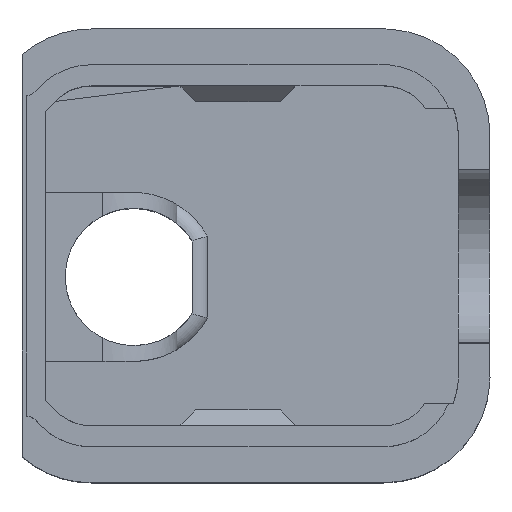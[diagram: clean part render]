
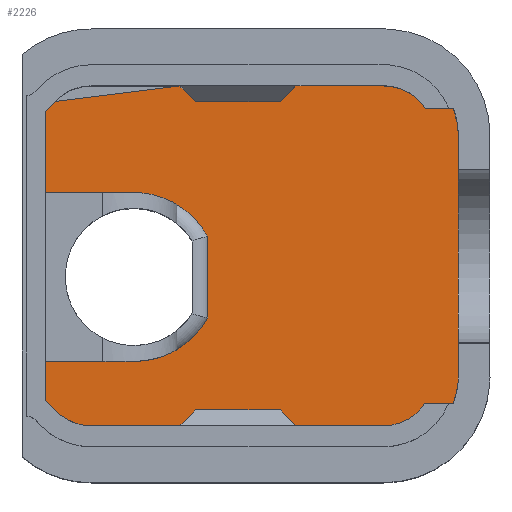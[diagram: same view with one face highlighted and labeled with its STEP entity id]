
A CAD part, top view. The second image highlights one B-rep face of the part: STEP entity #2226.
In plain terms, the highlighted face is planar.
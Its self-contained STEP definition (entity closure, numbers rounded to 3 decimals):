
#108=PLANE('',#2439);
#227=FACE_OUTER_BOUND('',#348,.T.);
#348=EDGE_LOOP('',(#2021,#2022,#2023,#2024,#2025,#2026,#2027,#2028,#2029,
#2030,#2031,#2032,#2033,#2034,#2035,#2036,#2037,#2038));
#364=CIRCLE('',#2263,4.);
#365=CIRCLE('',#2266,4.);
#368=CIRCLE('',#2271,4.);
#389=CIRCLE('',#2334,4.);
#414=CIRCLE('',#2396,3.54);
#420=CIRCLE('',#2405,3.54);
#426=CIRCLE('',#2427,3.54);
#427=CIRCLE('',#2430,3.54);
#434=LINE('',#3117,#657);
#450=LINE('',#3270,#673);
#504=LINE('',#3567,#727);
#511=LINE('',#3588,#734);
#514=LINE('',#3596,#737);
#613=LINE('',#3869,#836);
#616=LINE('',#3875,#839);
#646=LINE('',#3960,#869);
#647=LINE('',#3962,#870);
#648=LINE('',#3963,#871);
#657=VECTOR('',#2463,10.);
#673=VECTOR('',#2511,10.);
#727=VECTOR('',#2691,10.);
#734=VECTOR('',#2698,10.);
#737=VECTOR('',#2709,10.);
#836=VECTOR('',#2950,10.);
#839=VECTOR('',#2955,10.);
#869=VECTOR('',#3049,10.);
#870=VECTOR('',#3050,10.);
#871=VECTOR('',#3051,10.);
#900=VERTEX_POINT('',#3114);
#901=VERTEX_POINT('',#3116);
#921=VERTEX_POINT('',#3214);
#922=VERTEX_POINT('',#3216);
#924=VERTEX_POINT('',#3231);
#926=VERTEX_POINT('',#3241);
#928=VERTEX_POINT('',#3269);
#977=VERTEX_POINT('',#3564);
#978=VERTEX_POINT('',#3566);
#986=VERTEX_POINT('',#3586);
#1067=VERTEX_POINT('',#3832);
#1068=VERTEX_POINT('',#3834);
#1076=VERTEX_POINT('',#3861);
#1077=VERTEX_POINT('',#3863);
#1078=VERTEX_POINT('',#3867);
#1080=VERTEX_POINT('',#3873);
#1089=VERTEX_POINT('',#3926);
#1098=VERTEX_POINT('',#3961);
#1106=EDGE_CURVE('',#901,#900,#434,.T.);
#1131=EDGE_CURVE('',#922,#921,#364,.T.);
#1136=EDGE_CURVE('',#926,#924,#365,.T.);
#1140=EDGE_CURVE('',#928,#926,#450,.T.);
#1145=EDGE_CURVE('',#921,#928,#368,.T.);
#1227=EDGE_CURVE('',#977,#978,#504,.T.);
#1236=EDGE_CURVE('',#986,#900,#511,.T.);
#1239=EDGE_CURVE('',#924,#901,#389,.T.);
#1240=EDGE_CURVE('',#977,#922,#514,.T.);
#1358=EDGE_CURVE('',#1067,#1068,#414,.T.);
#1371=EDGE_CURVE('',#1076,#1077,#420,.T.);
#1374=EDGE_CURVE('',#1078,#1076,#613,.T.);
#1377=EDGE_CURVE('',#1080,#1078,#616,.T.);
#1399=EDGE_CURVE('',#978,#1080,#426,.T.);
#1401=EDGE_CURVE('',#1089,#986,#427,.T.);
#1418=EDGE_CURVE('',#1068,#1089,#646,.T.);
#1419=EDGE_CURVE('',#1098,#1067,#647,.T.);
#1420=EDGE_CURVE('',#1077,#1098,#648,.T.);
#2021=ORIENTED_EDGE('',*,*,#1106,.T.);
#2022=ORIENTED_EDGE('',*,*,#1236,.F.);
#2023=ORIENTED_EDGE('',*,*,#1401,.F.);
#2024=ORIENTED_EDGE('',*,*,#1418,.F.);
#2025=ORIENTED_EDGE('',*,*,#1358,.F.);
#2026=ORIENTED_EDGE('',*,*,#1419,.F.);
#2027=ORIENTED_EDGE('',*,*,#1420,.F.);
#2028=ORIENTED_EDGE('',*,*,#1371,.F.);
#2029=ORIENTED_EDGE('',*,*,#1374,.F.);
#2030=ORIENTED_EDGE('',*,*,#1377,.F.);
#2031=ORIENTED_EDGE('',*,*,#1399,.F.);
#2032=ORIENTED_EDGE('',*,*,#1227,.F.);
#2033=ORIENTED_EDGE('',*,*,#1240,.T.);
#2034=ORIENTED_EDGE('',*,*,#1131,.T.);
#2035=ORIENTED_EDGE('',*,*,#1145,.T.);
#2036=ORIENTED_EDGE('',*,*,#1140,.T.);
#2037=ORIENTED_EDGE('',*,*,#1136,.T.);
#2038=ORIENTED_EDGE('',*,*,#1239,.T.);
#2226=ADVANCED_FACE('',(#227),#108,.F.);
#2263=AXIS2_PLACEMENT_3D('',#3217,#2496,#2497);
#2266=AXIS2_PLACEMENT_3D('',#3242,#2504,#2505);
#2271=AXIS2_PLACEMENT_3D('',#3298,#2518,#2519);
#2334=AXIS2_PLACEMENT_3D('',#3594,#2705,#2706);
#2396=AXIS2_PLACEMENT_3D('',#3835,#2921,#2922);
#2405=AXIS2_PLACEMENT_3D('',#3864,#2944,#2945);
#2427=AXIS2_PLACEMENT_3D('',#3923,#3008,#3009);
#2430=AXIS2_PLACEMENT_3D('',#3928,#3015,#3016);
#2439=AXIS2_PLACEMENT_3D('',#3959,#3047,#3048);
#2463=DIRECTION('',(-1.,0.,0.));
#2496=DIRECTION('center_axis',(0.,1.,0.));
#2497=DIRECTION('ref_axis',(1.,0.,0.));
#2504=DIRECTION('center_axis',(0.,1.,0.));
#2505=DIRECTION('ref_axis',(1.,0.,0.));
#2511=DIRECTION('',(0.,0.,-1.));
#2518=DIRECTION('center_axis',(0.,1.,0.));
#2519=DIRECTION('ref_axis',(1.,0.,0.));
#2691=DIRECTION('',(0.,0.,1.));
#2698=DIRECTION('',(0.,0.,1.));
#2705=DIRECTION('center_axis',(0.,1.,0.));
#2706=DIRECTION('ref_axis',(1.,0.,0.));
#2709=DIRECTION('',(1.,0.,0.));
#2921=DIRECTION('center_axis',(0.,1.,0.));
#2922=DIRECTION('ref_axis',(0.997,0.,-0.081));
#2944=DIRECTION('center_axis',(0.,1.,0.));
#2945=DIRECTION('ref_axis',(0.081,0.,0.997));
#2950=DIRECTION('',(0.999,0.,-0.044));
#2955=DIRECTION('',(1.,0.,0.));
#3008=DIRECTION('center_axis',(0.,1.,0.));
#3009=DIRECTION('ref_axis',(-0.707,0.,0.707));
#3015=DIRECTION('center_axis',(0.,1.,0.));
#3016=DIRECTION('ref_axis',(0.,0.,-1.));
#3047=DIRECTION('center_axis',(0.,1.,0.));
#3048=DIRECTION('ref_axis',(1.,0.,0.));
#3049=DIRECTION('',(-1.,0.,0.));
#3050=DIRECTION('',(-0.044,0.,-0.999));
#3051=DIRECTION('',(0.,0.,-1.));
#3114=CARTESIAN_POINT('',(13.792,12.3,-4.995));
#3116=CARTESIAN_POINT('',(18.,12.3,-4.995));
#3117=CARTESIAN_POINT('',(18.144,12.3,-4.995));
#3214=CARTESIAN_POINT('',(20.032,12.3,2.451));
#3216=CARTESIAN_POINT('',(18.,12.3,3.005));
#3217=CARTESIAN_POINT('Origin',(18.,12.3,-0.995));
#3231=CARTESIAN_POINT('',(20.032,12.3,-4.441));
#3241=CARTESIAN_POINT('',(21.5,12.3,-2.931));
#3242=CARTESIAN_POINT('Origin',(18.,12.3,-0.995));
#3269=CARTESIAN_POINT('',(21.5,12.3,0.941));
#3270=CARTESIAN_POINT('',(21.5,12.3,-1.466));
#3298=CARTESIAN_POINT('Origin',(18.,12.3,-0.995));
#3564=CARTESIAN_POINT('',(13.792,12.3,3.005));
#3566=CARTESIAN_POINT('',(13.792,12.3,8.502));
#3567=CARTESIAN_POINT('',(13.792,12.3,4.251));
#3586=CARTESIAN_POINT('',(13.792,12.3,-8.502));
#3588=CARTESIAN_POINT('',(13.792,12.3,4.251));
#3594=CARTESIAN_POINT('Origin',(18.,12.3,-0.995));
#3596=CARTESIAN_POINT('',(20.794,12.3,3.005));
#3832=CARTESIAN_POINT('',(33.373,12.3,-6.));
#3834=CARTESIAN_POINT('',(29.845,12.3,-9.255));
#3835=CARTESIAN_POINT('Origin',(29.845,12.3,-5.715));
#3861=CARTESIAN_POINT('',(30.13,12.3,9.244));
#3863=CARTESIAN_POINT('',(33.385,12.3,5.715));
#3864=CARTESIAN_POINT('Origin',(29.845,12.3,5.715));
#3867=CARTESIAN_POINT('',(29.867,12.3,9.255));
#3869=CARTESIAN_POINT('',(27.067,12.3,9.377));
#3873=CARTESIAN_POINT('',(15.975,12.3,9.255));
#3875=CARTESIAN_POINT('',(26.728,12.3,9.255));
#3923=CARTESIAN_POINT('Origin',(15.975,12.3,5.715));
#3926=CARTESIAN_POINT('',(15.975,12.3,-9.255));
#3928=CARTESIAN_POINT('Origin',(15.975,12.3,-5.715));
#3959=CARTESIAN_POINT('Origin',(23.588,12.3,0.));
#3960=CARTESIAN_POINT('',(19.782,12.3,-9.255));
#3961=CARTESIAN_POINT('',(33.385,12.3,-5.737));
#3962=CARTESIAN_POINT('',(33.495,12.3,-3.22));
#3963=CARTESIAN_POINT('',(33.385,12.3,-2.868));
